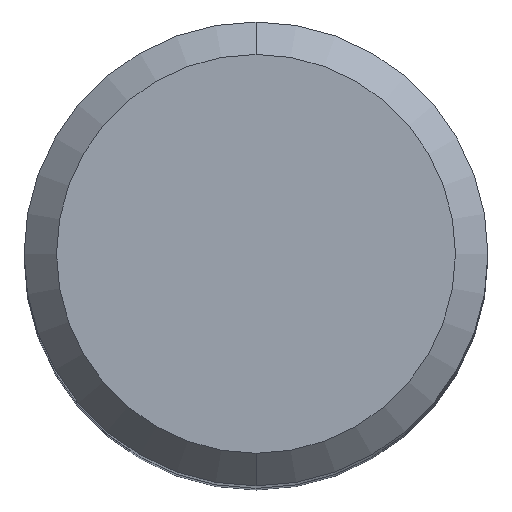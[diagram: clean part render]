
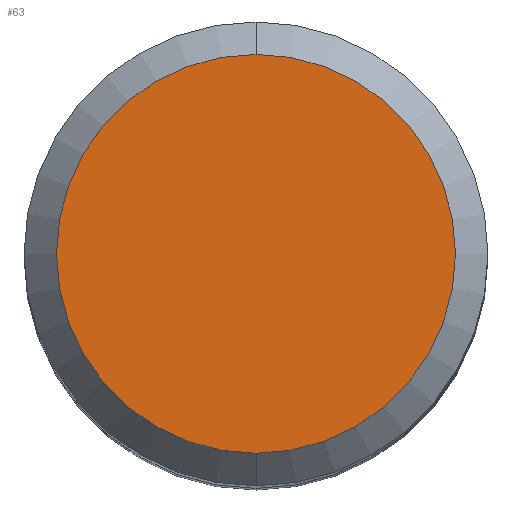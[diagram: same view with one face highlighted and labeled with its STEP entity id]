
A CAD part, top view. The second image highlights one B-rep face of the part: STEP entity #63.
In plain terms, the highlighted planar face has unit normal (0, 0, 1).
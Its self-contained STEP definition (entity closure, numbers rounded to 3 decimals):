
#63=ADVANCED_FACE('',(#138),#139,.T.);
#138=FACE_OUTER_BOUND('',#225,.T.);
#139=PLANE('',#226);
#225=EDGE_LOOP('',(#321,#322));
#226=AXIS2_PLACEMENT_3D('',#323,#324,#325);
#321=ORIENTED_EDGE('',*,*,#458,.F.);
#322=ORIENTED_EDGE('',*,*,#461,.F.);
#323=CARTESIAN_POINT('',(0.,4.3,50.));
#324=DIRECTION('',(0.,0.,1.0));
#325=DIRECTION('',(0.,-1.0,0.));
#458=EDGE_CURVE('',#536,#538,#539,.T.);
#461=EDGE_CURVE('',#538,#536,#542,.T.);
#536=VERTEX_POINT('',#617);
#538=VERTEX_POINT('',#620);
#539=CIRCLE('',#621,8.6);
#542=CIRCLE('',#625,8.6);
#617=CARTESIAN_POINT('',(0.,8.6,50.));
#620=CARTESIAN_POINT('',(0.,-8.6,50.));
#621=AXIS2_PLACEMENT_3D('',#687,#688,#689);
#625=AXIS2_PLACEMENT_3D('',#691,#692,#693);
#687=CARTESIAN_POINT('',(0.,0.0,50.));
#688=DIRECTION('',(0.,0.0,-1.0));
#689=DIRECTION('',(0.0,1.0,0.0));
#691=CARTESIAN_POINT('',(0.,0.0,50.));
#692=DIRECTION('',(0.,0.0,-1.0));
#693=DIRECTION('',(0.0,1.0,0.0));
